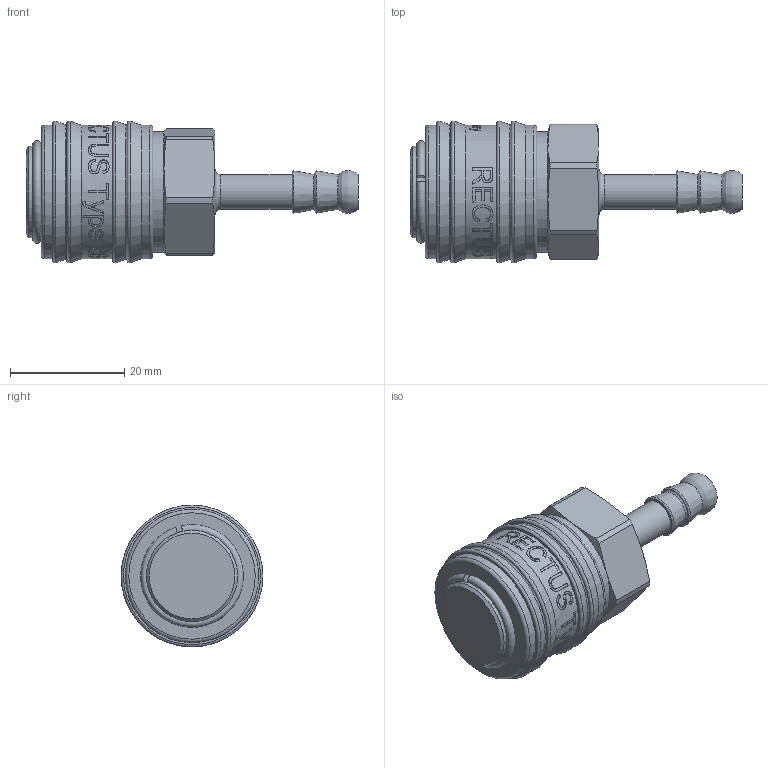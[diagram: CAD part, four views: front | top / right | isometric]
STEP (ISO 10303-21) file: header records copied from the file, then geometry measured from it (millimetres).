
FILE_DESCRIPTION((''),'2;1');
FILE_NAME('26katf06mpx.stp','2013-05-28T09:25:11',('IA176480'),(''),'Autodesk Inventor 2011','Autodesk Inventor 2011','');
FILE_SCHEMA(('AUTOMOTIVE_DESIGN { 1 0 10303 214 1 1 1 1 }'));
Length unit declared in the file: millimetre
Products named in the file (1): D106708
Bounding box: 58 x 24.8 x 24.8 mm (x, y, z)
Volume: 12035.7 mm3; surface area: 7361.9 mm2
Topology: 2 solids, 4 shells, 470 faces, 1225 edges, 805 vertices
Faces by surface type: bspline 190, plane 175, cylinder 58, cone 31, torus 16
Full cylindrical faces by diameter (mm): 6.1 x1, 14.95 x1, 15.45 x1, 15.95 x2, 16.1 x1, 16.65 x1, 17 x1, 18 x2, 21 x1, 21.1 x1, 23.3 x3
Entity records: 62991 total; most frequent: CARTESIAN_POINT 52748, ORIENTED_EDGE 2328, DIRECTION 1367, EDGE_CURVE 1164, VERTEX_POINT 790, EDGE_LOOP 562, B_SPLINE_CURVE_WITH_KNOTS 517, AXIS2_PLACEMENT_3D 473
